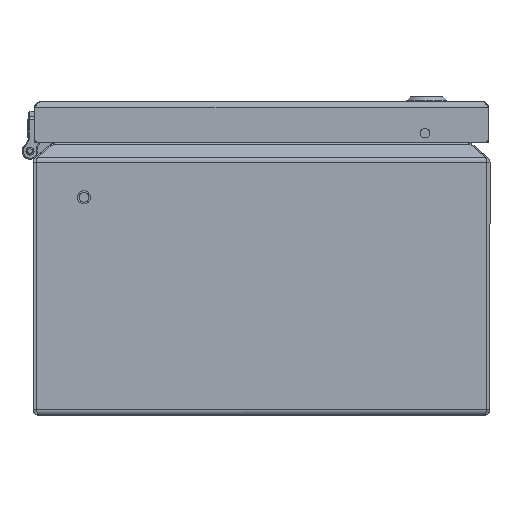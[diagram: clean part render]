
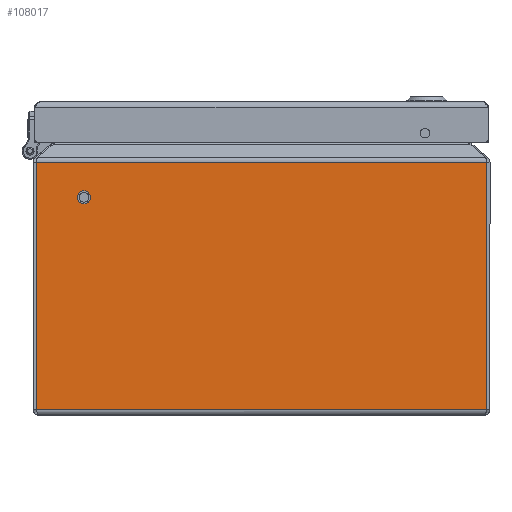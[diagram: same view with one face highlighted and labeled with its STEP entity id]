
A CAD part, front view. The second image highlights one B-rep face of the part: STEP entity #108017.
In plain terms, the highlighted planar face has unit normal (0, 1, 0).
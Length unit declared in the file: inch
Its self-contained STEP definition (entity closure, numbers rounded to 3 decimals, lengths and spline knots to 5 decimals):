
#3384 = CARTESIAN_POINT ( 'NONE',  ( 4.44, -6., 0. ) ) ;
#4714 = LINE ( 'NONE', #109467, #80287 ) ;
#6139 = CARTESIAN_POINT ( 'NONE',  ( -3.5, -6., 4.299 ) ) ;
#9622 = LINE ( 'NONE', #117452, #116206 ) ;
#10001 = FACE_OUTER_BOUND ( 'NONE', #47459, .T. ) ;
#12249 = EDGE_LOOP ( 'NONE', ( #109367 ) ) ;
#16745 = VECTOR ( 'NONE', #41635, 39.37008 ) ;
#25563 = DIRECTION ( 'NONE',  ( 0., 1., 0. ) ) ;
#36721 = CARTESIAN_POINT ( 'NONE',  ( -4.44, -6., 0.12 ) ) ;
#41635 = DIRECTION ( 'NONE',  ( 0., 0., 1. ) ) ;
#42211 = EDGE_CURVE ( 'NONE', #75849, #54409, #80516, .T. ) ;
#47459 = EDGE_LOOP ( 'NONE', ( #101631, #83223, #48728, #123245 ) ) ;
#48728 = ORIENTED_EDGE ( 'NONE', *, *, #100099, .F. ) ;
#53477 = VERTEX_POINT ( 'NONE', #83272 ) ;
#54409 = VERTEX_POINT ( 'NONE', #55038 ) ;
#55038 = CARTESIAN_POINT ( 'NONE',  ( -4.44, -6., 4.99304 ) ) ;
#56469 = FACE_BOUND ( 'NONE', #12249, .T. ) ;
#66799 = EDGE_CURVE ( 'NONE', #53477, #119746, #4714, .T. ) ;
#70551 = DIRECTION ( 'NONE',  ( -1., 0., 0. ) ) ;
#75849 = VERTEX_POINT ( 'NONE', #89120 ) ;
#76531 = PLANE ( 'NONE',  #94929 ) ;
#77911 = VERTEX_POINT ( 'NONE', #86108 ) ;
#79868 = CARTESIAN_POINT ( 'NONE',  ( -4.5, -6., 4.99304 ) ) ;
#80287 = VECTOR ( 'NONE', #70551, 39.37008 ) ;
#80516 = LINE ( 'NONE', #79868, #100926 ) ;
#83223 = ORIENTED_EDGE ( 'NONE', *, *, #66799, .T. ) ;
#83272 = CARTESIAN_POINT ( 'NONE',  ( 4.44, -6., 0.12 ) ) ;
#83914 = DIRECTION ( 'NONE',  ( 0., 0., -1. ) ) ;
#85333 = DIRECTION ( 'NONE',  ( 0., 0., -1. ) ) ;
#86108 = CARTESIAN_POINT ( 'NONE',  ( -3.5, -6., 4.2025 ) ) ;
#89120 = CARTESIAN_POINT ( 'NONE',  ( 4.44, -6., 4.99304 ) ) ;
#89286 = DIRECTION ( 'NONE',  ( -1., 0., 0. ) ) ;
#89324 = LINE ( 'NONE', #3384, #16745 ) ;
#93082 = CIRCLE ( 'NONE', #113119, 0.0965 ) ;
#94746 = DIRECTION ( 'NONE',  ( 0., -1., 0. ) ) ;
#94929 = AXIS2_PLACEMENT_3D ( 'NONE', #114772, #94746, #85333 ) ;
#100099 = EDGE_CURVE ( 'NONE', #54409, #119746, #9622, .T. ) ;
#100926 = VECTOR ( 'NONE', #89286, 39.37008 ) ;
#101631 = ORIENTED_EDGE ( 'NONE', *, *, #107727, .F. ) ;
#106194 = DIRECTION ( 'NONE',  ( 0., 0., -1. ) ) ;
#107727 = EDGE_CURVE ( 'NONE', #53477, #75849, #89324, .T. ) ;
#108017 = ADVANCED_FACE ( 'NONE', ( #56469, #10001 ), #76531, .F. ) ;
#109313 = EDGE_CURVE ( 'NONE', #77911, #77911, #93082, .T. ) ;
#109367 = ORIENTED_EDGE ( 'NONE', *, *, #109313, .F. ) ;
#109467 = CARTESIAN_POINT ( 'NONE',  ( -4.5, -6., 0.12 ) ) ;
#113119 = AXIS2_PLACEMENT_3D ( 'NONE', #6139, #25563, #83914 ) ;
#114772 = CARTESIAN_POINT ( 'NONE',  ( -4.5, -6., 0. ) ) ;
#116206 = VECTOR ( 'NONE', #106194, 39.37008 ) ;
#117452 = CARTESIAN_POINT ( 'NONE',  ( -4.44, -6., 0. ) ) ;
#119746 = VERTEX_POINT ( 'NONE', #36721 ) ;
#123245 = ORIENTED_EDGE ( 'NONE', *, *, #42211, .F. ) ;
